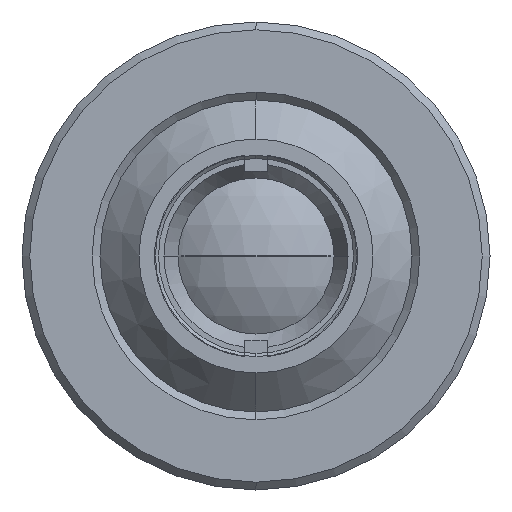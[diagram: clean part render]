
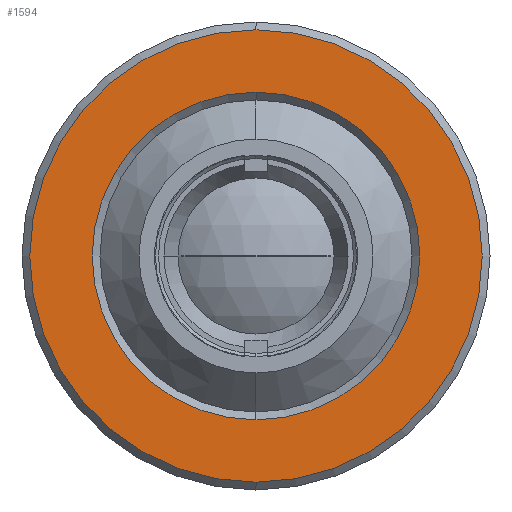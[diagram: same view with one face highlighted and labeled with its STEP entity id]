
A CAD part, left-side view. The second image highlights one B-rep face of the part: STEP entity #1594.
In plain terms, the highlighted planar face has unit normal (-1, 0, 0).
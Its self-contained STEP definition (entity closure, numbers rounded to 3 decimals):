
#27 = EDGE_CURVE ( 'NONE', #1585, #691, #1050, .T. ) ;
#69 = VERTEX_POINT ( 'NONE', #1516 ) ;
#94 = AXIS2_PLACEMENT_3D ( 'NONE', #584, #1919, #1480 ) ;
#223 = PLANE ( 'NONE',  #1381 ) ;
#233 = FACE_OUTER_BOUND ( 'NONE', #1912, .T. ) ;
#303 = ORIENTED_EDGE ( 'NONE', *, *, #1784, .T. ) ;
#308 = DIRECTION ( 'NONE',  ( 0., 0., -1. ) ) ;
#345 = CARTESIAN_POINT ( 'NONE',  ( 68.548, 0., 14.5 ) ) ;
#357 = DIRECTION ( 'NONE',  ( 1., 0., 0. ) ) ;
#359 = AXIS2_PLACEMENT_3D ( 'NONE', #1756, #377, #992 ) ;
#369 = VERTEX_POINT ( 'NONE', #547 ) ;
#371 = FACE_BOUND ( 'NONE', #757, .T. ) ;
#377 = DIRECTION ( 'NONE',  ( 1., 0., 0. ) ) ;
#381 = CIRCLE ( 'NONE', #637, 14.5 ) ;
#481 = ORIENTED_EDGE ( 'NONE', *, *, #27, .T. ) ;
#493 = ORIENTED_EDGE ( 'NONE', *, *, #1653, .T. ) ;
#523 = CARTESIAN_POINT ( 'NONE',  ( 68.548, 11., 0. ) ) ;
#547 = CARTESIAN_POINT ( 'NONE',  ( 68.548, 0., -10.5 ) ) ;
#584 = CARTESIAN_POINT ( 'NONE',  ( 68.548, 0., 0. ) ) ;
#622 = AXIS2_PLACEMENT_3D ( 'NONE', #1959, #1659, #897 ) ;
#637 = AXIS2_PLACEMENT_3D ( 'NONE', #1248, #785, #308 ) ;
#641 = EDGE_CURVE ( 'NONE', #691, #1585, #381, .T. ) ;
#691 = VERTEX_POINT ( 'NONE', #727 ) ;
#727 = CARTESIAN_POINT ( 'NONE',  ( 68.548, 0., -14.5 ) ) ;
#757 = EDGE_LOOP ( 'NONE', ( #303, #493 ) ) ;
#785 = DIRECTION ( 'NONE',  ( -1., 0., 0. ) ) ;
#868 = ORIENTED_EDGE ( 'NONE', *, *, #641, .T. ) ;
#872 = CIRCLE ( 'NONE', #359, 10.5 ) ;
#897 = DIRECTION ( 'NONE',  ( 0., 0., -1. ) ) ;
#903 = CIRCLE ( 'NONE', #94, 10.5 ) ;
#992 = DIRECTION ( 'NONE',  ( 0., 0., -1. ) ) ;
#1050 = CIRCLE ( 'NONE', #622, 14.5 ) ;
#1248 = CARTESIAN_POINT ( 'NONE',  ( 68.548, 0., 0. ) ) ;
#1298 = DIRECTION ( 'NONE',  ( 0., 0., -1. ) ) ;
#1381 = AXIS2_PLACEMENT_3D ( 'NONE', #523, #357, #1298 ) ;
#1480 = DIRECTION ( 'NONE',  ( 0., 0., -1. ) ) ;
#1516 = CARTESIAN_POINT ( 'NONE',  ( 68.548, 0., 10.5 ) ) ;
#1585 = VERTEX_POINT ( 'NONE', #345 ) ;
#1594 = ADVANCED_FACE ( 'NONE', ( #371, #233 ), #223, .F. ) ;
#1653 = EDGE_CURVE ( 'NONE', #369, #69, #872, .T. ) ;
#1659 = DIRECTION ( 'NONE',  ( -1., 0., 0. ) ) ;
#1756 = CARTESIAN_POINT ( 'NONE',  ( 68.548, 0., 0. ) ) ;
#1784 = EDGE_CURVE ( 'NONE', #69, #369, #903, .T. ) ;
#1912 = EDGE_LOOP ( 'NONE', ( #868, #481 ) ) ;
#1919 = DIRECTION ( 'NONE',  ( 1., 0., 0. ) ) ;
#1959 = CARTESIAN_POINT ( 'NONE',  ( 68.548, 0., 0. ) ) ;
